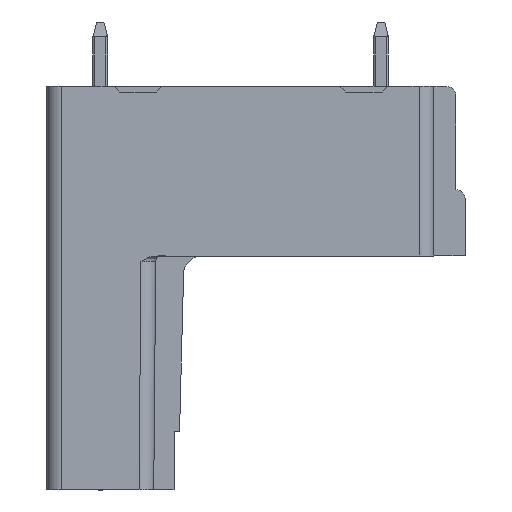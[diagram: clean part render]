
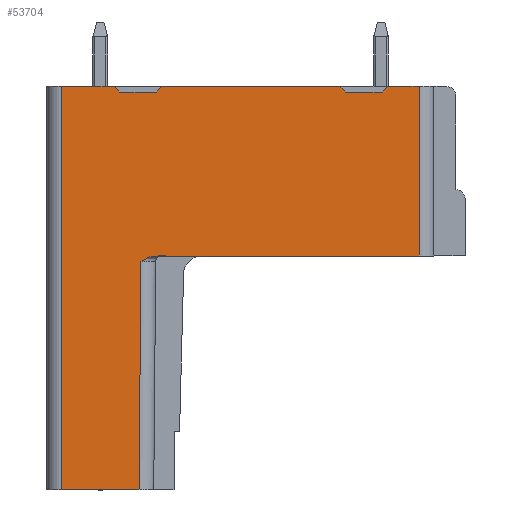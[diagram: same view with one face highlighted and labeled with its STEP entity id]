
A CAD part, left-side view. The second image highlights one B-rep face of the part: STEP entity #53704.
In plain terms, the highlighted planar face has unit normal (-1, 0, 0).
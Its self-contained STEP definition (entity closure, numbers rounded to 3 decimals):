
#860=CARTESIAN_POINT('',(-65.4,5.537,
0.));
#2208=DIRECTION('',(0.,1.,0.));
#2209=VECTOR('',#2208,2.85);
#2210=CARTESIAN_POINT('',(-65.4,7.75,9.2));
#2211=LINE('',#2210,#2209);
#7417=DIRECTION('',(0.,1.,0.));
#7418=VECTOR('',#7417,14.337);
#7419=CARTESIAN_POINT('',(-65.4,-8.8,
0.));
#7420=LINE('',#7419,#7418);
#7421=CARTESIAN_POINT('',(-65.4,5.537,
0.));
#7422=CARTESIAN_POINT('',(-65.4,5.563,
0.));
#7423=CARTESIAN_POINT('',(-65.4,5.618,
-0.002));
#7424=CARTESIAN_POINT('',(-65.4,5.71,
-0.018));
#7425=CARTESIAN_POINT('',(-65.4,5.81,
-0.046));
#7426=CARTESIAN_POINT('',(-65.4,5.918,
-0.089));
#7427=CARTESIAN_POINT('',(-65.4,6.033,
-0.146));
#7428=CARTESIAN_POINT('',(-65.4,6.157,
-0.216));
#7429=CARTESIAN_POINT('',(-65.4,6.245,
-0.271));
#7430=CARTESIAN_POINT('',(-65.4,6.292,
-0.3));
#7432=DIRECTION('',(0.,0.009,-1.));
#7433=VECTOR('',#7432,12.4);
#7434=CARTESIAN_POINT('',(-65.4,6.292,
-0.3));
#7435=LINE('',#7434,#7433);
#7436=DIRECTION('',(0.,1.,0.));
#7437=VECTOR('',#7436,4.2);
#7438=CARTESIAN_POINT('',(-65.4,6.4,-12.7));
#7439=LINE('',#7438,#7437);
#7440=DIRECTION('',(0.,-0.707,-0.707));
#7441=VECTOR('',#7440,0.424);
#7442=CARTESIAN_POINT('',(-65.4,7.75,9.2));
#7443=LINE('',#7442,#7441);
#7444=DIRECTION('',(0.,-0.707,0.707));
#7445=VECTOR('',#7444,0.424);
#7446=CARTESIAN_POINT('',(-65.4,5.45,8.9));
#7447=LINE('',#7446,#7445);
#7448=DIRECTION('',(0.,-1.,0.));
#7449=VECTOR('',#7448,9.65);
#7450=CARTESIAN_POINT('',(-65.4,5.15,9.2));
#7451=LINE('',#7450,#7449);
#7452=DIRECTION('',(0.,-0.707,-0.707));
#7453=VECTOR('',#7452,0.424);
#7454=CARTESIAN_POINT('',(-65.4,-4.5,9.2));
#7455=LINE('',#7454,#7453);
#7456=DIRECTION('',(0.,-0.707,0.707));
#7457=VECTOR('',#7456,0.424);
#7458=CARTESIAN_POINT('',(-65.4,-6.8,8.9));
#7459=LINE('',#7458,#7457);
#7460=DIRECTION('',(0.,-1.,0.));
#7461=VECTOR('',#7460,1.7);
#7462=CARTESIAN_POINT('',(-65.4,-7.1,9.2));
#7463=LINE('',#7462,#7461);
#7464=DIRECTION('',(0.,0.,-1.));
#7465=VECTOR('',#7464,9.2);
#7466=CARTESIAN_POINT('',(-65.4,-8.8,9.2));
#7467=LINE('',#7466,#7465);
#8714=DIRECTION('',(0.,1.,0.));
#8715=VECTOR('',#8714,2.);
#8716=CARTESIAN_POINT('',(-65.4,5.45,8.9));
#8717=LINE('',#8716,#8715);
#22251=DIRECTION('',(0.,0.,-1.));
#22252=VECTOR('',#22251,21.9);
#22253=CARTESIAN_POINT('',(-65.4,10.6,9.2));
#22254=LINE('',#22253,#22252);
#22387=DIRECTION('',(0.,1.,0.));
#22388=VECTOR('',#22387,2.);
#22389=CARTESIAN_POINT('',(-65.4,-6.8,8.9));
#22390=LINE('',#22389,#22388);
#35652=VERTEX_POINT('',#860);
#35653=CARTESIAN_POINT('',(-65.4,-8.8,
0.));
#35654=VERTEX_POINT('',#35653);
#35787=CARTESIAN_POINT('',(-65.4,-8.8,9.2));
#35788=VERTEX_POINT('',#35787);
#35789=CARTESIAN_POINT('',(-65.4,-7.1,9.2));
#35790=VERTEX_POINT('',#35789);
#35795=CARTESIAN_POINT('',(-65.4,-4.5,9.2));
#35796=VERTEX_POINT('',#35795);
#35797=CARTESIAN_POINT('',(-65.4,5.15,9.2));
#35798=VERTEX_POINT('',#35797);
#35807=CARTESIAN_POINT('',(-65.4,7.75,9.2));
#35808=VERTEX_POINT('',#35807);
#35809=CARTESIAN_POINT('',(-65.4,10.6,9.2));
#35810=VERTEX_POINT('',#35809);
#35858=VERTEX_POINT('',#7430);
#35859=CARTESIAN_POINT('',(-65.4,6.4,-12.7));
#35860=VERTEX_POINT('',#35859);
#35861=CARTESIAN_POINT('',(-65.4,10.6,-12.7));
#35862=VERTEX_POINT('',#35861);
#35863=CARTESIAN_POINT('',(-65.4,7.45,8.9));
#35864=VERTEX_POINT('',#35863);
#35865=CARTESIAN_POINT('',(-65.4,5.45,8.9));
#35866=VERTEX_POINT('',#35865);
#35867=CARTESIAN_POINT('',(-65.4,-4.8,8.9));
#35868=VERTEX_POINT('',#35867);
#35869=CARTESIAN_POINT('',(-65.4,-6.8,8.9));
#35870=VERTEX_POINT('',#35869);
#53672=CARTESIAN_POINT('',(-65.4,5.192,-0.3));
#53673=DIRECTION('',(-1.,0.,0.));
#53674=DIRECTION('',(0.,-1.,0.));
#53675=AXIS2_PLACEMENT_3D('',#53672,#53673,#53674);
#53676=PLANE('',#53675);
#53677=ORIENTED_EDGE('',*,*,#44574,.T.);
#53679=ORIENTED_EDGE('',*,*,#53678,.T.);
#53681=ORIENTED_EDGE('',*,*,#53680,.T.);
#53683=ORIENTED_EDGE('',*,*,#53682,.T.);
#53685=ORIENTED_EDGE('',*,*,#53684,.F.);
#53686=ORIENTED_EDGE('',*,*,#45496,.F.);
#53688=ORIENTED_EDGE('',*,*,#53687,.T.);
#53690=ORIENTED_EDGE('',*,*,#53689,.F.);
#53692=ORIENTED_EDGE('',*,*,#53691,.T.);
#53693=ORIENTED_EDGE('',*,*,#45480,.T.);
#53695=ORIENTED_EDGE('',*,*,#53694,.T.);
#53697=ORIENTED_EDGE('',*,*,#53696,.F.);
#53699=ORIENTED_EDGE('',*,*,#53698,.T.);
#53700=ORIENTED_EDGE('',*,*,#45471,.T.);
#53701=ORIENTED_EDGE('',*,*,#53665,.T.);
#53702=EDGE_LOOP('',(#53677,#53679,#53681,#53683,#53685,#53686,#53688,#53690,
#53692,#53693,#53695,#53697,#53699,#53700,#53701));
#53703=FACE_OUTER_BOUND('',#53702,.F.);
#53704=ADVANCED_FACE('',(#53703),#53676,.T.);
#7431=B_SPLINE_CURVE_WITH_KNOTS('',3,(#7421,#7422,#7423,#7424,#7425,#7426,#7427,
#7428,#7429,#7430),.UNSPECIFIED.,.F.,.F.,(4,1,1,1,1,1,1,4),(0.,
0.143,0.286,0.429,0.571,
0.714,0.857,1.),.UNSPECIFIED.);
#44574=EDGE_CURVE('',#35654,#35652,#7420,.T.);
#45471=EDGE_CURVE('',#35790,#35788,#7463,.T.);
#45480=EDGE_CURVE('',#35798,#35796,#7451,.T.);
#45496=EDGE_CURVE('',#35808,#35810,#2211,.T.);
#53665=EDGE_CURVE('',#35788,#35654,#7467,.T.);
#53678=EDGE_CURVE('',#35652,#35858,#7431,.T.);
#53680=EDGE_CURVE('',#35858,#35860,#7435,.T.);
#53682=EDGE_CURVE('',#35860,#35862,#7439,.T.);
#53684=EDGE_CURVE('',#35810,#35862,#22254,.T.);
#53687=EDGE_CURVE('',#35808,#35864,#7443,.T.);
#53689=EDGE_CURVE('',#35866,#35864,#8717,.T.);
#53691=EDGE_CURVE('',#35866,#35798,#7447,.T.);
#53694=EDGE_CURVE('',#35796,#35868,#7455,.T.);
#53696=EDGE_CURVE('',#35870,#35868,#22390,.T.);
#53698=EDGE_CURVE('',#35870,#35790,#7459,.T.);
